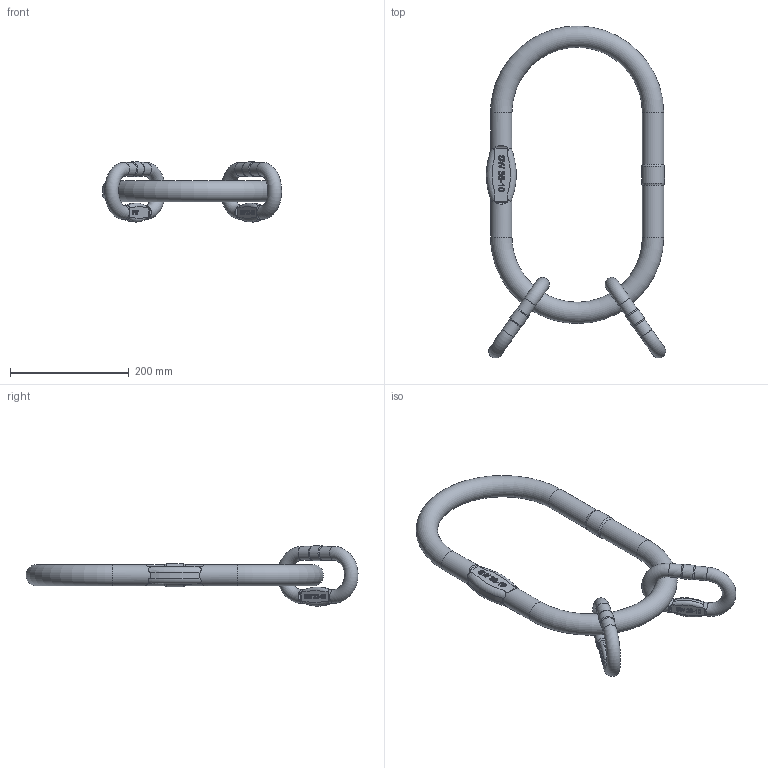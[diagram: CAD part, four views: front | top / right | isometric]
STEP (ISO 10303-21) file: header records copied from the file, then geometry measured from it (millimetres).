
FILE_DESCRIPTION(/* description */ (''),/* implementation_level */ '2;1');
FILE_NAME(/* name */ 'VSW 2-16 4-13 Kundenmodell.stp',/* time_stamp */ '2017-11-08T15:24:49+01:00',/* author */ (''),/* organization */ (''),/* preprocessor_version */ 'ST-DEVELOPER v16',/* originating_system */ 'SIEMENS PLM Software NX 11.0',/* authorisation */ '');
FILE_SCHEMA (('AUTOMOTIVE_DESIGN { 1 0 10303 214 3 1 1 1 }'));
Length unit declared in the file: millimetre
Products named in the file (1): zer27EC82323opg
Bounding box: 302.22 x 560.09 x 101.41 mm (x, y, z)
Volume: 1573939 mm3; surface area: 194412.7 mm2
Topology: 3 solids, 3 shells, 331 faces, 869 edges, 576 vertices
Faces by surface type: plane 172, extrusion 102, cylinder 33, torus 18, cone 6
Full cylindrical faces by diameter (mm): 23 x8, 24.725 x2, 36 x4, 38.7 x1
Entity records: 12788 total; most frequent: CARTESIAN_POINT 4978, ORIENTED_EDGE 1668, DIRECTION 1204, EDGE_CURVE 834, VECTOR 600, VERTEX_POINT 568, LINE 498, EDGE_LOOP 396
